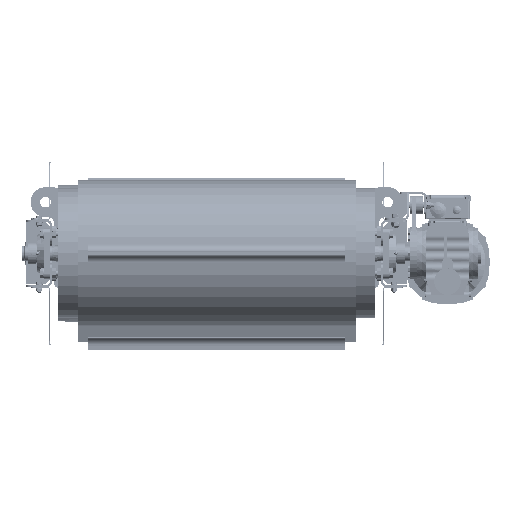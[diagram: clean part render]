
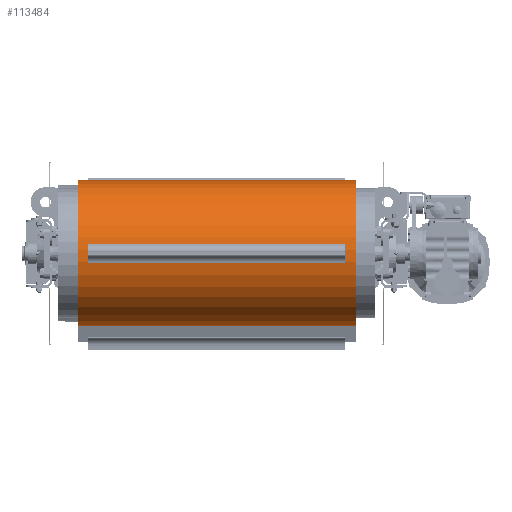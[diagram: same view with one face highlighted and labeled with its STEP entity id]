
A CAD part, left-side view. The second image highlights one B-rep face of the part: STEP entity #113484.
In plain terms, the highlighted cylindrical face has radius 171 mm (diameter 342 mm), a partial arc.
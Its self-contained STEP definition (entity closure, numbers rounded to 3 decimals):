
#10604=LINE('',#210891,#18245);
#10605=LINE('',#210893,#18246);
#10606=LINE('',#210896,#18247);
#18245=VECTOR('',#152209,650.);
#18246=VECTOR('',#152212,650.);
#18247=VECTOR('',#152213,10.);
#21227=CYLINDRICAL_SURFACE('',#124683,171.);
#22639=FACE_BOUND('',#36308,.T.);
#28502=FACE_OUTER_BOUND('',#36307,.T.);
#36307=EDGE_LOOP('',(#92468,#92469,#92470,#92471));
#36308=EDGE_LOOP('',(#92472,#92473));
#41710=CIRCLE('',#124668,171.);
#41713=CIRCLE('',#124672,171.);
#50206=VERTEX_POINT('',#210798);
#50207=VERTEX_POINT('',#210800);
#50223=VERTEX_POINT('',#210833);
#50224=VERTEX_POINT('',#210835);
#50245=VERTEX_POINT('',#210894);
#50246=VERTEX_POINT('',#210895);
#64540=EDGE_CURVE('',#50206,#50207,#41710,.T.);
#64557=EDGE_CURVE('',#50223,#50224,#41713,.T.);
#64585=EDGE_CURVE('',#50224,#50206,#10604,.T.);
#64586=EDGE_CURVE('',#50223,#50207,#10605,.T.);
#64587=EDGE_CURVE('',#50245,#50246,#10606,.T.);
#92468=ORIENTED_EDGE('',*,*,#64540,.F.);
#92469=ORIENTED_EDGE('',*,*,#64585,.F.);
#92470=ORIENTED_EDGE('',*,*,#64557,.F.);
#92471=ORIENTED_EDGE('',*,*,#64586,.T.);
#92472=ORIENTED_EDGE('',*,*,#64587,.T.);
#92473=ORIENTED_EDGE('',*,*,#64587,.F.);
#113484=ADVANCED_FACE('',(#28502,#22639),#21227,.T.);
#124668=AXIS2_PLACEMENT_3D('',#210801,#152141,#152142);
#124672=AXIS2_PLACEMENT_3D('',#210836,#152163,#152164);
#124683=AXIS2_PLACEMENT_3D('',#210892,#152210,#152211);
#152141=DIRECTION('center_axis',(0.,-1.,0.));
#152142=DIRECTION('ref_axis',(-0.558,0.,
-0.83));
#152163=DIRECTION('center_axis',(0.,1.,0.));
#152164=DIRECTION('ref_axis',(-0.558,0.,0.83));
#152209=DIRECTION('',(0.,-1.,0.));
#152210=DIRECTION('center_axis',(0.,-1.,0.));
#152211=DIRECTION('ref_axis',(-0.999,0.,0.053));
#152212=DIRECTION('',(0.,-1.,0.));
#152213=DIRECTION('',(0.,-1.,0.));
#210798=CARTESIAN_POINT('',(-855.955,-325.,100.761));
#210800=CARTESIAN_POINT('',(-873.931,-325.,-240.767));
#210801=CARTESIAN_POINT('Origin',(-865.,-325.,-70.));
#210833=CARTESIAN_POINT('',(-873.931,325.,-240.767));
#210835=CARTESIAN_POINT('',(-855.955,325.,100.761));
#210836=CARTESIAN_POINT('Origin',(-865.,325.,-70.));
#210891=CARTESIAN_POINT('',(-855.955,325.,100.761));
#210892=CARTESIAN_POINT('Origin',(-865.,325.,-70.));
#210893=CARTESIAN_POINT('',(-873.931,325.,-240.767));
#210894=CARTESIAN_POINT('',(-1036.,300.,-70.));
#210895=CARTESIAN_POINT('',(-1036.,-300.,-70.));
#210896=CARTESIAN_POINT('',(-1036.,325.,-70.));
